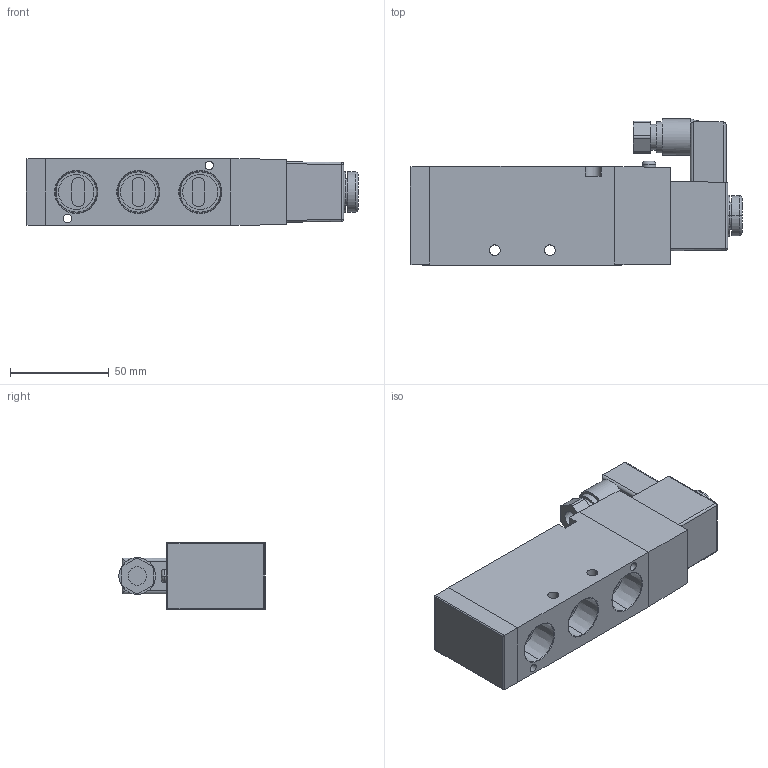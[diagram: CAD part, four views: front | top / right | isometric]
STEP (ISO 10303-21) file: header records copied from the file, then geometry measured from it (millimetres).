
FILE_DESCRIPTION (( 'STEP AP203' ), '1' );
FILE_NAME ('AVS-5414-120A.step', '2015-11-09T22:46:53', ( '' ), ( '' ), 'SwSTEP 2.0', 'SolidWorks 2015', '' );
FILE_SCHEMA (( 'CONFIG_CONTROL_DESIGN' ));
Length unit declared in the file: millimetre
Products named in the file (1): AVS-5414-120A
Bounding box: 168.5 x 74.2 x 34 mm (x, y, z)
Volume: 243072.9 mm3; surface area: 48679.9 mm2
Topology: 4 solids, 4 shells, 180 faces, 420 edges, 272 vertices
Faces by surface type: plane 80, cylinder 73, torus 14, cone 10, sphere 2, bspline 1
Entity records: 5376 total; most frequent: CARTESIAN_POINT 1053, DIRECTION 939, ORIENTED_EDGE 840, EDGE_CURVE 420, AXIS2_PLACEMENT_3D 362, VERTEX_POINT 272, VECTOR 215, LINE 215
